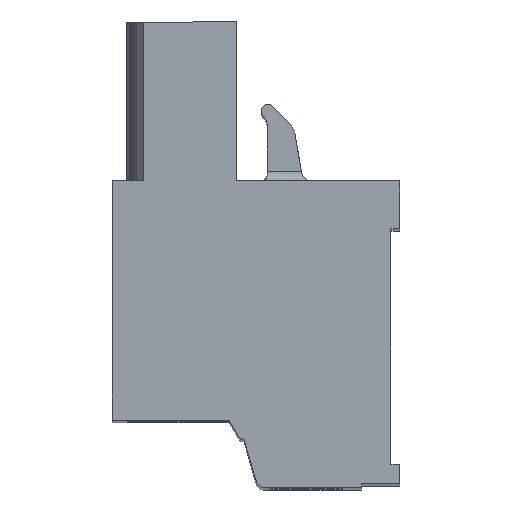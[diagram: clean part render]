
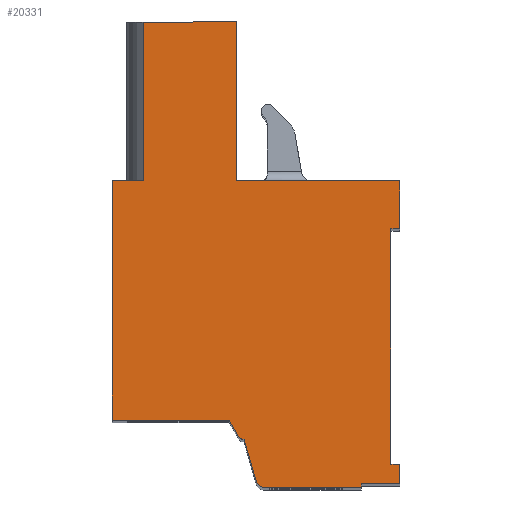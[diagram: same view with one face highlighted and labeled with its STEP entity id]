
A CAD part, top view. The second image highlights one B-rep face of the part: STEP entity #20331.
In plain terms, the highlighted planar face has unit normal (0, 0, 1).
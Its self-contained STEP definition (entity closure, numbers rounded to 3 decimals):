
#634=CARTESIAN_POINT('',(15.0,12.5,78.74));
#635=VERTEX_POINT('',#634);
#1164=CARTESIAN_POINT('',(6.475,12.5,78.74));
#1165=VERTEX_POINT('',#1164);
#1172=CARTESIAN_POINT('',(6.475,12.5,78.74));
#1173=DIRECTION('',(1.0,0.0,0.0));
#1174=VECTOR('',#1173,8.525);
#1175=LINE('',#1172,#1174);
#1176=EDGE_CURVE('',#1165,#635,#1175,.T.);
#15926=CARTESIAN_POINT('',(1.6,12.5,78.74));
#15927=VERTEX_POINT('',#15926);
#15934=CARTESIAN_POINT('',(1.6,20.8,78.74));
#15935=VERTEX_POINT('',#15934);
#15936=CARTESIAN_POINT('',(1.6,20.8,78.74));
#15937=DIRECTION('',(0.0,-1.0,0.0));
#15938=VECTOR('',#15937,8.3);
#15939=LINE('',#15936,#15938);
#15940=EDGE_CURVE('',#15935,#15927,#15939,.T.);
#20180=CARTESIAN_POINT('',(7.004,8.078,78.74));
#20181=DIRECTION('',(0.0,0.0,1.0));
#20182=DIRECTION('',(1.0,0.0,0.0));
#20183=AXIS2_PLACEMENT_3D('',#20180,#20181,#20182);
#20184=PLANE('',#20183);
#20185=ORIENTED_EDGE('',*,*,#15940,.T.);
#20186=CARTESIAN_POINT('',(0.0,12.5,78.74));
#20187=VERTEX_POINT('',#20186);
#20188=CARTESIAN_POINT('',(1.6,12.5,78.74));
#20189=DIRECTION('',(-1.0,0.0,0.0));
#20190=VECTOR('',#20189,1.6);
#20191=LINE('',#20188,#20190);
#20192=EDGE_CURVE('',#15927,#20187,#20191,.T.);
#20193=ORIENTED_EDGE('',*,*,#20192,.T.);
#20194=CARTESIAN_POINT('',(0.0,0.0,78.74));
#20195=VERTEX_POINT('',#20194);
#20196=CARTESIAN_POINT('',(0.0,0.0,78.74));
#20197=DIRECTION('',(0.0,1.0,0.0));
#20198=VECTOR('',#20197,12.5);
#20199=LINE('',#20196,#20198);
#20200=EDGE_CURVE('',#20195,#20187,#20199,.T.);
#20201=ORIENTED_EDGE('',*,*,#20200,.F.);
#20202=CARTESIAN_POINT('',(6.1,0.0,78.74));
#20203=VERTEX_POINT('',#20202);
#20204=CARTESIAN_POINT('',(6.1,0.0,78.74));
#20205=DIRECTION('',(-1.0,0.0,0.0));
#20206=VECTOR('',#20205,6.1);
#20207=LINE('',#20204,#20206);
#20208=EDGE_CURVE('',#20203,#20195,#20207,.T.);
#20209=ORIENTED_EDGE('',*,*,#20208,.F.);
#20210=CARTESIAN_POINT('',(6.62,-0.9,78.74));
#20211=VERTEX_POINT('',#20210);
#20212=CARTESIAN_POINT('',(6.62,-0.9,78.74));
#20213=DIRECTION('',(-0.5,0.866,0.0));
#20214=VECTOR('',#20213,1.039);
#20215=LINE('',#20212,#20214);
#20216=EDGE_CURVE('',#20211,#20203,#20215,.T.);
#20217=ORIENTED_EDGE('',*,*,#20216,.F.);
#20218=CARTESIAN_POINT('',(6.793,-1.,78.74));
#20219=VERTEX_POINT('',#20218);
#20220=CARTESIAN_POINT('',(6.793,-0.8,78.74));
#20221=DIRECTION('',(0.0,0.0,-1.));
#20222=DIRECTION('',(0.866,0.5,0.0));
#20223=AXIS2_PLACEMENT_3D('',#20220,#20221,#20222);
#20224=CIRCLE('',#20223,0.2);
#20225=EDGE_CURVE('',#20219,#20211,#20224,.T.);
#20226=ORIENTED_EDGE('',*,*,#20225,.F.);
#20227=CARTESIAN_POINT('',(6.877,-1.,78.74));
#20228=VERTEX_POINT('',#20227);
#20229=CARTESIAN_POINT('',(6.877,-1.,78.74));
#20230=DIRECTION('',(-1.0,0.0,0.0));
#20231=VECTOR('',#20230,0.085);
#20232=LINE('',#20229,#20231);
#20233=EDGE_CURVE('',#20228,#20219,#20232,.T.);
#20234=ORIENTED_EDGE('',*,*,#20233,.F.);
#20235=CARTESIAN_POINT('',(7.515,-3.225,78.74));
#20236=VERTEX_POINT('',#20235);
#20237=CARTESIAN_POINT('',(7.515,-3.225,78.74));
#20238=DIRECTION('',(-0.276,0.961,0.0));
#20239=VECTOR('',#20238,2.315);
#20240=LINE('',#20237,#20239);
#20241=EDGE_CURVE('',#20236,#20228,#20240,.T.);
#20242=ORIENTED_EDGE('',*,*,#20241,.F.);
#20243=CARTESIAN_POINT('',(7.9,-3.515,78.74));
#20244=VERTEX_POINT('',#20243);
#20245=CARTESIAN_POINT('',(7.9,-3.115,78.74));
#20246=DIRECTION('',(0.0,0.0,-1.0));
#20247=DIRECTION('',(0.961,0.276,0.0));
#20248=AXIS2_PLACEMENT_3D('',#20245,#20246,#20247);
#20249=CIRCLE('',#20248,0.4);
#20250=EDGE_CURVE('',#20244,#20236,#20249,.T.);
#20251=ORIENTED_EDGE('',*,*,#20250,.F.);
#20252=CARTESIAN_POINT('',(13.,-3.515,78.74));
#20253=VERTEX_POINT('',#20252);
#20254=CARTESIAN_POINT('',(13.,-3.515,78.74));
#20255=DIRECTION('',(-1.0,0.0,0.0));
#20256=VECTOR('',#20255,5.1);
#20257=LINE('',#20254,#20256);
#20258=EDGE_CURVE('',#20253,#20244,#20257,.T.);
#20259=ORIENTED_EDGE('',*,*,#20258,.F.);
#20260=CARTESIAN_POINT('',(13.,-3.315,78.74));
#20261=VERTEX_POINT('',#20260);
#20262=CARTESIAN_POINT('',(13.,-3.315,78.74));
#20263=DIRECTION('',(0.0,-1.0,0.0));
#20264=VECTOR('',#20263,0.2);
#20265=LINE('',#20262,#20264);
#20266=EDGE_CURVE('',#20261,#20253,#20265,.T.);
#20267=ORIENTED_EDGE('',*,*,#20266,.F.);
#20268=CARTESIAN_POINT('',(15.,-3.315,78.74));
#20269=VERTEX_POINT('',#20268);
#20270=CARTESIAN_POINT('',(15.,-3.315,78.74));
#20271=DIRECTION('',(-1.0,0.0,0.0));
#20272=VECTOR('',#20271,2.0);
#20273=LINE('',#20270,#20272);
#20274=EDGE_CURVE('',#20269,#20261,#20273,.T.);
#20275=ORIENTED_EDGE('',*,*,#20274,.F.);
#20276=CARTESIAN_POINT('',(15.,-2.315,78.74));
#20277=VERTEX_POINT('',#20276);
#20278=CARTESIAN_POINT('',(15.,-2.315,78.74));
#20279=DIRECTION('',(0.0,-1.0,0.0));
#20280=VECTOR('',#20279,1.);
#20281=LINE('',#20278,#20280);
#20282=EDGE_CURVE('',#20277,#20269,#20281,.T.);
#20283=ORIENTED_EDGE('',*,*,#20282,.F.);
#20284=CARTESIAN_POINT('',(14.55,-2.315,78.74));
#20285=VERTEX_POINT('',#20284);
#20286=CARTESIAN_POINT('',(14.55,-2.315,78.74));
#20287=DIRECTION('',(1.0,0.0,0.0));
#20288=VECTOR('',#20287,0.45);
#20289=LINE('',#20286,#20288);
#20290=EDGE_CURVE('',#20285,#20277,#20289,.T.);
#20291=ORIENTED_EDGE('',*,*,#20290,.F.);
#20292=CARTESIAN_POINT('',(14.55,10.,78.74));
#20293=VERTEX_POINT('',#20292);
#20294=CARTESIAN_POINT('',(14.55,10.,78.74));
#20295=DIRECTION('',(0.0,-1.0,0.0));
#20296=VECTOR('',#20295,12.315);
#20297=LINE('',#20294,#20296);
#20298=EDGE_CURVE('',#20293,#20285,#20297,.T.);
#20299=ORIENTED_EDGE('',*,*,#20298,.F.);
#20300=CARTESIAN_POINT('',(15.0,10.,78.74));
#20301=VERTEX_POINT('',#20300);
#20302=CARTESIAN_POINT('',(15.0,10.,78.74));
#20303=DIRECTION('',(-1.0,0.0,0.0));
#20304=VECTOR('',#20303,0.45);
#20305=LINE('',#20302,#20304);
#20306=EDGE_CURVE('',#20301,#20293,#20305,.T.);
#20307=ORIENTED_EDGE('',*,*,#20306,.F.);
#20308=CARTESIAN_POINT('',(15.0,12.5,78.74));
#20309=DIRECTION('',(0.0,-1.0,0.0));
#20310=VECTOR('',#20309,2.5);
#20311=LINE('',#20308,#20310);
#20312=EDGE_CURVE('',#635,#20301,#20311,.T.);
#20313=ORIENTED_EDGE('',*,*,#20312,.F.);
#20314=ORIENTED_EDGE('',*,*,#1176,.F.);
#20315=CARTESIAN_POINT('',(6.475,20.8,78.74));
#20316=VERTEX_POINT('',#20315);
#20317=CARTESIAN_POINT('',(6.475,20.8,78.74));
#20318=DIRECTION('',(0.0,-1.0,0.0));
#20319=VECTOR('',#20318,8.3);
#20320=LINE('',#20317,#20319);
#20321=EDGE_CURVE('',#20316,#1165,#20320,.T.);
#20322=ORIENTED_EDGE('',*,*,#20321,.F.);
#20323=CARTESIAN_POINT('',(1.6,20.8,78.74));
#20324=DIRECTION('',(1.0,0.0,0.0));
#20325=VECTOR('',#20324,4.875);
#20326=LINE('',#20323,#20325);
#20327=EDGE_CURVE('',#15935,#20316,#20326,.T.);
#20328=ORIENTED_EDGE('',*,*,#20327,.F.);
#20329=EDGE_LOOP('',(#20185,#20193,#20201,#20209,#20217,#20226,#20234,#20242,#20251,#20259,#20267,#20275,#20283,#20291,#20299,#20307,#20313,#20314,#20322,#20328));
#20330=FACE_OUTER_BOUND('',#20329,.T.);
#20331=ADVANCED_FACE('',(#20330),#20184,.T.);
